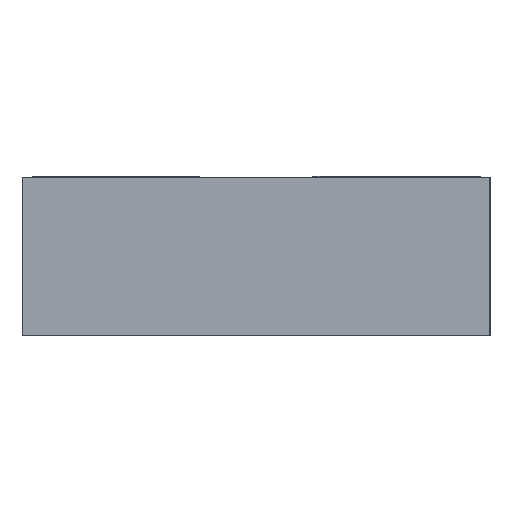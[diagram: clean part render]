
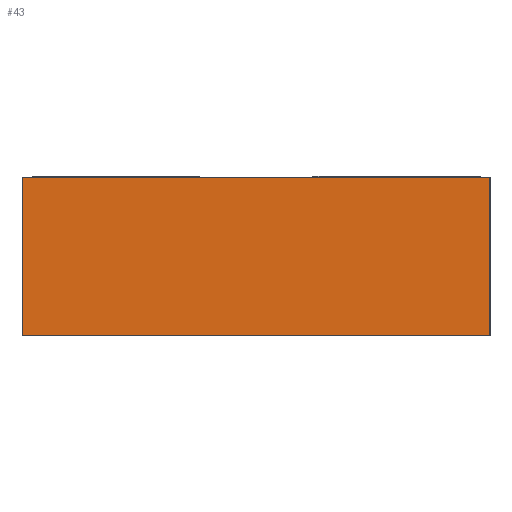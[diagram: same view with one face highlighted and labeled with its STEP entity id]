
A CAD part, left-side view. The second image highlights one B-rep face of the part: STEP entity #43.
In plain terms, the highlighted planar face has unit normal (-1, 0, 0).
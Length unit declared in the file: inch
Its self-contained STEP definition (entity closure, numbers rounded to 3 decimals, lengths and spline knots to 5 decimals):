
#4 = ORIENTED_EDGE ( 'NONE', *, *, #389, .T. ) ;
#36 = CARTESIAN_POINT ( 'NONE',  ( 189.41218, 0., -0.084 ) ) ;
#43 = ADVANCED_FACE ( 'NONE', ( #790 ), #452, .T. ) ;
#47 = LINE ( 'NONE', #727, #711 ) ;
#62 = LINE ( 'NONE', #36, #667 ) ;
#71 = AXIS2_PLACEMENT_3D ( 'NONE', #449, #513, #195 ) ;
#108 = DIRECTION ( 'NONE',  ( 0., 0., -1. ) ) ;
#138 = ORIENTED_EDGE ( 'NONE', *, *, #426, .F. ) ;
#145 = VERTEX_POINT ( 'NONE', #475 ) ;
#195 = DIRECTION ( 'NONE',  ( 0., 0., 1. ) ) ;
#209 = LINE ( 'NONE', #362, #697 ) ;
#247 = EDGE_CURVE ( 'NONE', #408, #145, #275, .T. ) ;
#259 = VERTEX_POINT ( 'NONE', #297 ) ;
#275 = LINE ( 'NONE', #729, #788 ) ;
#292 = DIRECTION ( 'NONE',  ( 0., 0., 1. ) ) ;
#297 = CARTESIAN_POINT ( 'NONE',  ( 189.41218, 26.31876, -0.084 ) ) ;
#302 = CARTESIAN_POINT ( 'NONE',  ( 189.41218, 26.56676, -0.084 ) ) ;
#357 = EDGE_CURVE ( 'NONE', #775, #259, #47, .T. ) ;
#362 = CARTESIAN_POINT ( 'NONE',  ( 189.41218, 26.31876, 0. ) ) ;
#368 = DIRECTION ( 'NONE',  ( 0., 1., 0. ) ) ;
#389 = EDGE_CURVE ( 'NONE', #775, #145, #209, .T. ) ;
#408 = VERTEX_POINT ( 'NONE', #302 ) ;
#426 = EDGE_CURVE ( 'NONE', #259, #408, #62, .T. ) ;
#438 = CARTESIAN_POINT ( 'NONE',  ( 189.41218, 26.31876, 0. ) ) ;
#449 = CARTESIAN_POINT ( 'NONE',  ( 189.41218, 26.31876, -0.084 ) ) ;
#452 = PLANE ( 'NONE',  #71 ) ;
#475 = CARTESIAN_POINT ( 'NONE',  ( 189.41218, 26.56676, 0. ) ) ;
#493 = DIRECTION ( 'NONE',  ( 0., 1., 0. ) ) ;
#513 = DIRECTION ( 'NONE',  ( -1., 0., 0. ) ) ;
#514 = ORIENTED_EDGE ( 'NONE', *, *, #247, .F. ) ;
#541 = ORIENTED_EDGE ( 'NONE', *, *, #357, .F. ) ;
#629 = EDGE_LOOP ( 'NONE', ( #138, #541, #4, #514 ) ) ;
#667 = VECTOR ( 'NONE', #493, 39.37008 ) ;
#697 = VECTOR ( 'NONE', #368, 39.37008 ) ;
#711 = VECTOR ( 'NONE', #108, 39.37008 ) ;
#727 = CARTESIAN_POINT ( 'NONE',  ( 189.41218, 26.31876, -0.084 ) ) ;
#729 = CARTESIAN_POINT ( 'NONE',  ( 189.41218, 26.56676, -0.084 ) ) ;
#775 = VERTEX_POINT ( 'NONE', #438 ) ;
#788 = VECTOR ( 'NONE', #292, 39.37008 ) ;
#790 = FACE_OUTER_BOUND ( 'NONE', #629, .T. ) ;
